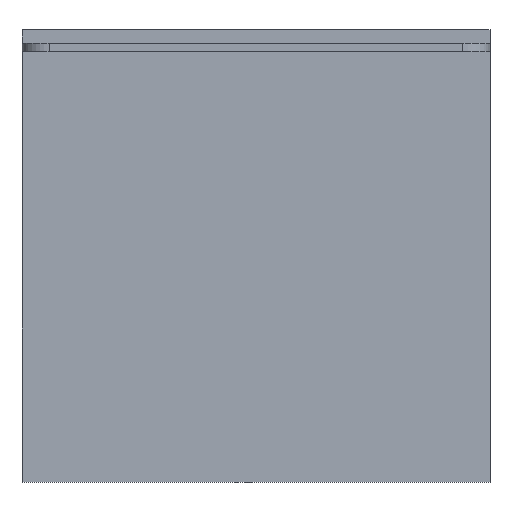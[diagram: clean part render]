
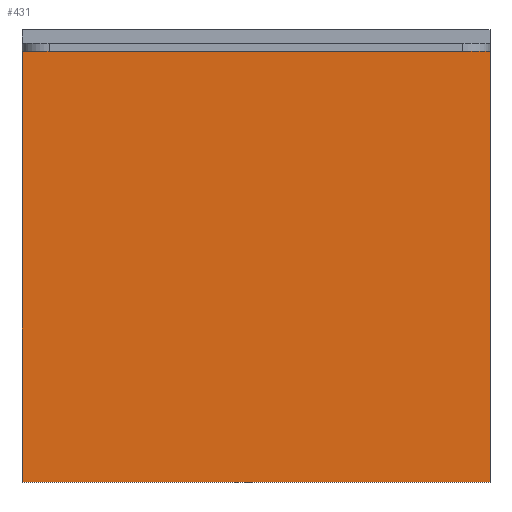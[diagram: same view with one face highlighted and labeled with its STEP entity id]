
A CAD part, front view. The second image highlights one B-rep face of the part: STEP entity #431.
In plain terms, the highlighted planar face has unit normal (0, -1, 0).
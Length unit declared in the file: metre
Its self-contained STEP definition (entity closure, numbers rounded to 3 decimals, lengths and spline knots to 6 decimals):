
#30=ORIENTED_EDGE('',*,*,#146,.F.);
#31=ORIENTED_EDGE('',*,*,#147,.T.);
#32=ORIENTED_EDGE('',*,*,#148,.T.);
#33=ORIENTED_EDGE('',*,*,#149,.F.);
#146=EDGE_CURVE('',#204,#205,#244,.T.);
#147=EDGE_CURVE('',#204,#206,#245,.T.);
#148=EDGE_CURVE('',#206,#207,#246,.T.);
#149=EDGE_CURVE('',#205,#207,#247,.T.);
#204=VERTEX_POINT('',#631);
#205=VERTEX_POINT('',#632);
#206=VERTEX_POINT('',#634);
#207=VERTEX_POINT('',#636);
#244=LINE('',#630,#290);
#245=LINE('',#633,#291);
#246=LINE('',#635,#292);
#247=LINE('',#637,#293);
#290=VECTOR('',#510,1.);
#291=VECTOR('',#511,1.);
#292=VECTOR('',#512,1.);
#293=VECTOR('',#513,1.);
#336=EDGE_LOOP('',(#30,#31,#32,#33));
#374=FACE_BOUND('',#336,.T.);
#412=PLANE('',#469);
#431=ADVANCED_FACE('',(#374),#412,.F.);
#469=AXIS2_PLACEMENT_3D('',#629,#508,#509);
#508=DIRECTION('',(0.,1.,0.));
#509=DIRECTION('',(0.,0.,1.));
#510=DIRECTION('',(1.,0.,0.));
#511=DIRECTION('',(0.,0.,-1.));
#512=DIRECTION('',(1.,0.,0.));
#513=DIRECTION('',(0.,0.,-1.));
#629=CARTESIAN_POINT('',(0.248,0.,0.455));
#630=CARTESIAN_POINT('',(0.248,0.,0.431));
#631=CARTESIAN_POINT('',(-0.01,0.,0.431));
#632=CARTESIAN_POINT('',(0.506,0.,0.431));
#633=CARTESIAN_POINT('',(-0.01,0.,0.2055));
#634=CARTESIAN_POINT('',(-0.01,0.,-0.044));
#635=CARTESIAN_POINT('',(0.248,0.,-0.044));
#636=CARTESIAN_POINT('',(0.506,0.,-0.044));
#637=CARTESIAN_POINT('',(0.506,0.,0.2055));
